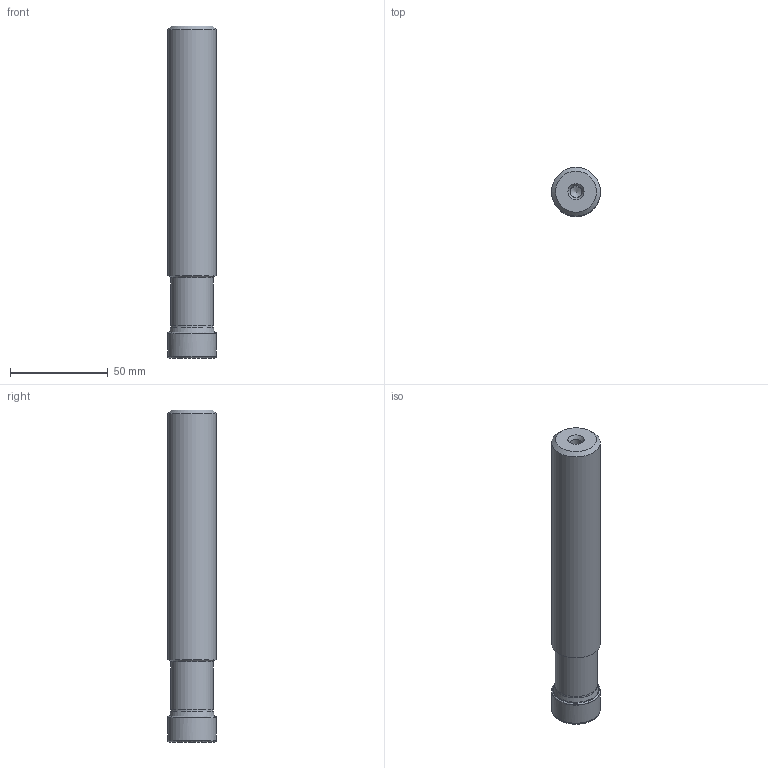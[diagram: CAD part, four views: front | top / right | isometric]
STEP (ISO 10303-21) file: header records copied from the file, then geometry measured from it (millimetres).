
FILE_DESCRIPTION(/* description */ (''),/* implementation_level */ '2;1');
FILE_NAME(/* name */ 'ax_step_export_TOP_PART.stp',/* time_stamp */ '2021-07-16T09:08:29+02:00',/* author */ (''),/* organization */ (''),/* preprocessor_version */ 'ST-DEVELOPER v16.7',/* originating_system */ 'SIEMENS PLM Software NX 12.0',/* authorisation */ '');
FILE_SCHEMA (('AUTOMOTIVE_DESIGN { 1 0 10303 214 3 1 1 1 }'));
Length unit declared in the file: millimetre
Products named in the file (4): CUT; NOCUT; ASSEMBLY_CONSTRUCTION; TOP_PART
Assembly tree (3 placements, depth 2):
  TOP_PART
    ASSEMBLY_CONSTRUCTION
    NOCUT
    CUT
Bounding box: 25 x 25 x 170.01 mm (x, y, z)
Volume: 78080.1 mm3; surface area: 18760.4 mm2
Topology: 2 solids, 2 shells, 47 faces, 155 edges, 169 vertices
Faces by surface type: revolution 26, cone 7, torus 5, plane 4, cylinder 4, bspline 1
Full cylindrical faces by diameter (mm): 6 x1, 21.8 x1, 23.2 x1, 25 x1
Entity records: 2362 total; most frequent: CARTESIAN_POINT 1119, DIRECTION 176, FACE_BOUND 92, EDGE_LOOP 92, ORIENTED_EDGE 92, B_SPLINE_CURVE_WITH_KNOTS 78, AXIS2_PLACEMENT_3D 73, STYLED_ITEM 66
